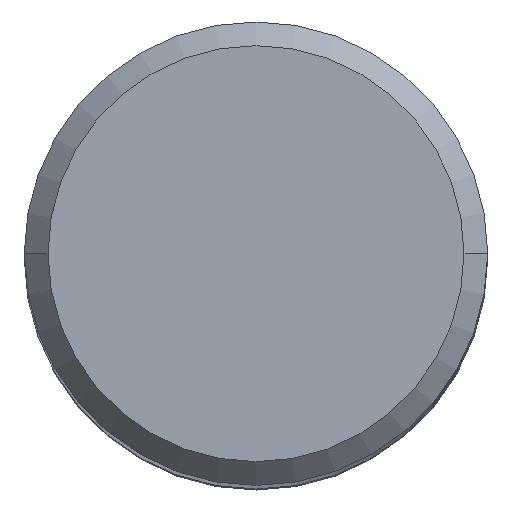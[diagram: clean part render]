
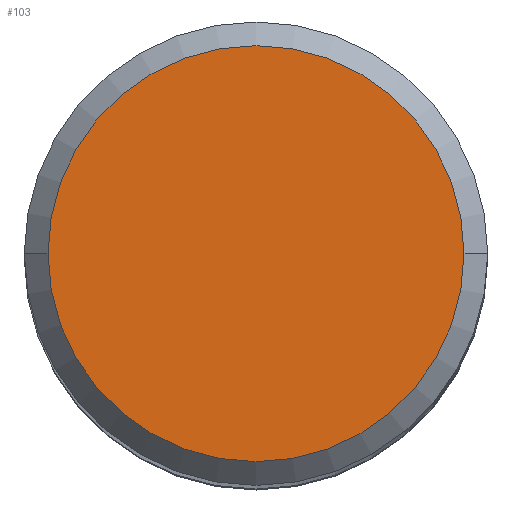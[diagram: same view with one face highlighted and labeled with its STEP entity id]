
A CAD part, top view. The second image highlights one B-rep face of the part: STEP entity #103.
In plain terms, the highlighted planar face has unit normal (0, 0, 1).
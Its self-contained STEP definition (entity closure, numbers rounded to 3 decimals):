
#57=PLANE('',#1025);
#103=ADVANCED_FACE('',(#188),#57,.F.);
#188=FACE_OUTER_BOUND('',#240,.T.);
#240=EDGE_LOOP('',(#418,#419));
#418=ORIENTED_EDGE('',*,*,#607,.F.);
#419=ORIENTED_EDGE('',*,*,#605,.F.);
#510=VERTEX_POINT('',#1547);
#511=VERTEX_POINT('',#1549);
#605=EDGE_CURVE('',#510,#511,#683,.T.);
#607=EDGE_CURVE('',#511,#510,#684,.T.);
#683=CIRCLE('',#1021,11.4);
#684=CIRCLE('',#1023,11.4);
#1021=AXIS2_PLACEMENT_3D('',#1548,#1290,#1291);
#1023=AXIS2_PLACEMENT_3D('',#1552,#1295,#1296);
#1025=AXIS2_PLACEMENT_3D('',#1554,#1299,#1300);
#1290=DIRECTION('',(0.,0.,-1.));
#1291=DIRECTION('',(-1.,0.,0.));
#1295=DIRECTION('',(0.,0.,-1.));
#1296=DIRECTION('',(1.,0.,0.));
#1299=DIRECTION('',(0.,0.,-1.));
#1300=DIRECTION('',(1.,0.,0.));
#1547=CARTESIAN_POINT('',(-11.4,0.,0.));
#1548=CARTESIAN_POINT('',(0.,0.,0.));
#1549=CARTESIAN_POINT('',(11.4,0.,0.));
#1552=CARTESIAN_POINT('',(0.,0.,0.));
#1554=CARTESIAN_POINT('',(0.,0.,0.));
